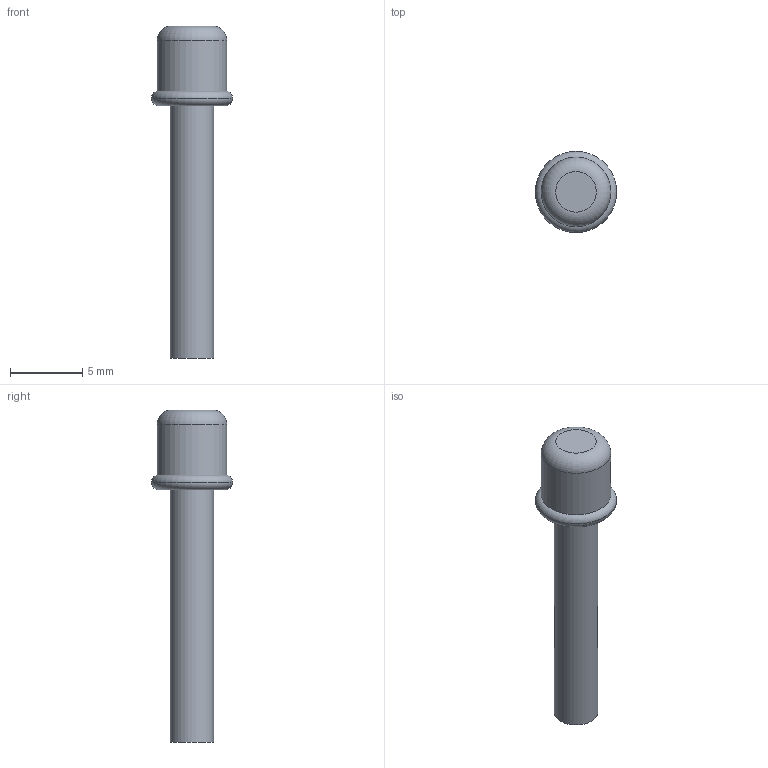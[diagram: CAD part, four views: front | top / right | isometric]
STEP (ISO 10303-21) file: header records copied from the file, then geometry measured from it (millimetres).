
FILE_DESCRIPTION(/* description */ (''),/* implementation_level */ '2;1');
FILE_NAME(/* name */ 'JB - Halo_button.step',/* time_stamp */ '2025-11-06T17:23:32-05:00',/* author */ (''),/* organization */ (''),/* preprocessor_version */ 'ST-DEVELOPER v20.1',/* originating_system */ 'Autodesk Translation Framework v14.17.0.0',/* authorisation */ '');
FILE_SCHEMA (('AUTOMOTIVE_DESIGN { 1 0 10303 214 3 1 1 }'));
Length unit declared in the file: millimetre
Products named in the file (1): 2025-10-01-00-15-45-869
Bounding box: 5.6 x 5.6 x 22.9 mm (x, y, z)
Volume: 224.4 mm3; surface area: 284.2 mm2
Topology: 1 solids, 1 shells, 9 faces, 18 edges, 12 vertices
Faces by surface type: torus 3, cylinder 3, plane 3
Full cylindrical faces by diameter (mm): 3 x1, 4.8 x1, 5.6 x1
Entity records: 301 total; most frequent: DIRECTION 53, CARTESIAN_POINT 40, ORIENTED_EDGE 36, AXIS2_PLACEMENT_3D 25, EDGE_CURVE 18, CIRCLE 15, VERTEX_POINT 12, EDGE_LOOP 10
